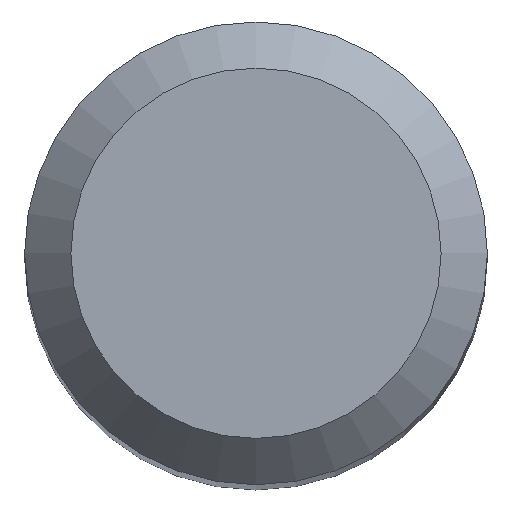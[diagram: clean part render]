
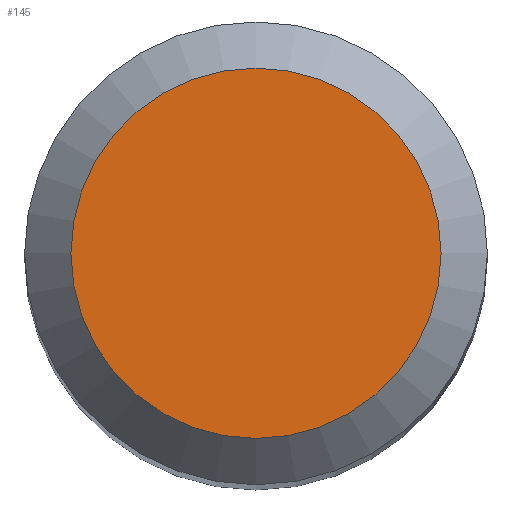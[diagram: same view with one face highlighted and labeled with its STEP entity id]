
A CAD part, top view. The second image highlights one B-rep face of the part: STEP entity #145.
In plain terms, the highlighted planar face has unit normal (0, 0, 1).
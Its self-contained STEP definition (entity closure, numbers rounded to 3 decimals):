
#10 = DIRECTION ( 'NONE',  ( 0., 0., 1. ) ) ;
#45 = DIRECTION ( 'NONE',  ( 1., 0., 0. ) ) ;
#72 = FACE_OUTER_BOUND ( 'NONE', #369, .T. ) ;
#87 = AXIS2_PLACEMENT_3D ( 'NONE', #172, #107, #374 ) ;
#107 = DIRECTION ( 'NONE',  ( 0., 0., -1. ) ) ;
#145 = ADVANCED_FACE ( 'NONE', ( #72 ), #316, .F. ) ;
#150 = AXIS2_PLACEMENT_3D ( 'NONE', #285, #10, #45 ) ;
#172 = CARTESIAN_POINT ( 'NONE',  ( 0., 2.4, 63. ) ) ;
#193 = EDGE_CURVE ( 'NONE', #331, #331, #231, .T. ) ;
#231 = CIRCLE ( 'NONE', #150, 2.4 ) ;
#253 = ORIENTED_EDGE ( 'NONE', *, *, #193, .T. ) ;
#267 = CARTESIAN_POINT ( 'NONE',  ( 2.4, 0., 63. ) ) ;
#285 = CARTESIAN_POINT ( 'NONE',  ( 0., 0., 63. ) ) ;
#316 = PLANE ( 'NONE',  #87 ) ;
#331 = VERTEX_POINT ( 'NONE', #267 ) ;
#369 = EDGE_LOOP ( 'NONE', ( #253 ) ) ;
#374 = DIRECTION ( 'NONE',  ( -1., 0., 0. ) ) ;
